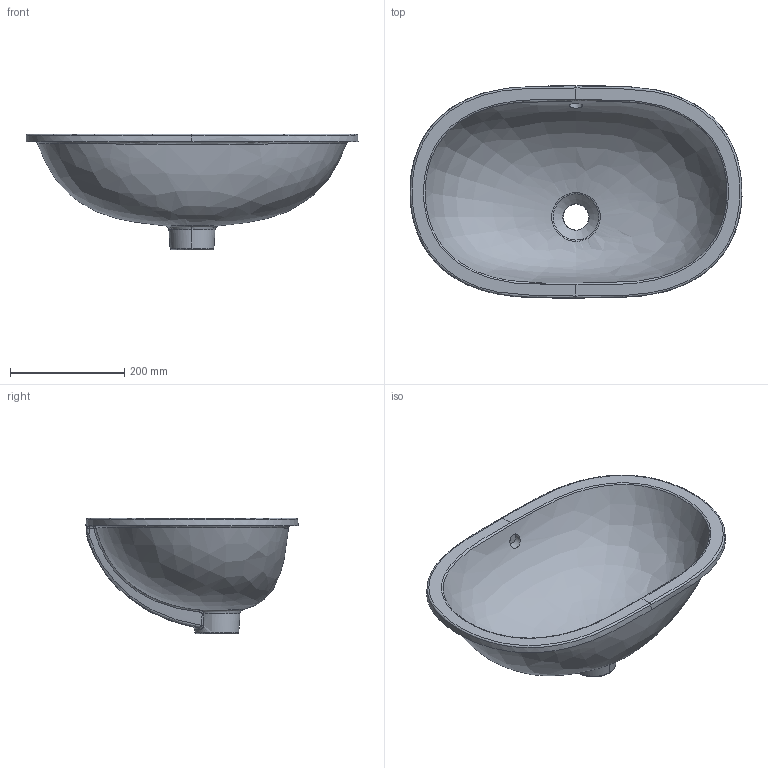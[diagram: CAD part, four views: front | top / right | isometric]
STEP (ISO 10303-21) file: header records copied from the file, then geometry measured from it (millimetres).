
FILE_DESCRIPTION(/* description */ (''),/* implementation_level */ '2;1');
FILE_NAME(/* name */ '416250_UWT_O.Novo_53X32.stp',/* time_stamp */ '2019-03-12T07:25:09+01:00',/* author */ (''),/* organization */ (''),/* preprocessor_version */ 'ST-DEVELOPER v16',/* originating_system */ 'SIEMENS PLM Software NX 10.0',/* authorisation */ '');
FILE_SCHEMA (('AUTOMOTIVE_DESIGN { 1 0 10303 214 3 1 1 1 }'));
Length unit declared in the file: millimetre
Products named in the file (1): Sier17249EAD8o6p
Bounding box: 581.61 x 372.05 x 202.34 mm (x, y, z)
Volume: 3641457.6 mm3; surface area: 597944 mm2
Topology: 1 solids, 1 shells, 63 faces, 147 edges, 83 vertices
Faces by surface type: bspline 52, plane 5, extrusion 2, sphere 2, cone 1, cylinder 1
Full cylindrical faces by diameter (mm): 24 x1
Entity records: 13328 total; most frequent: CARTESIAN_POINT 12312, ORIENTED_EDGE 274, EDGE_CURVE 137, B_SPLINE_CURVE_WITH_KNOTS 107, VERTEX_POINT 80, DIRECTION 77, EDGE_LOOP 69, ADVANCED_FACE 63
